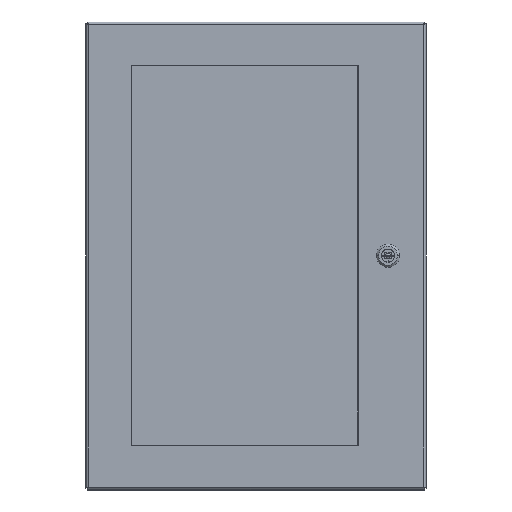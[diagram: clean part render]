
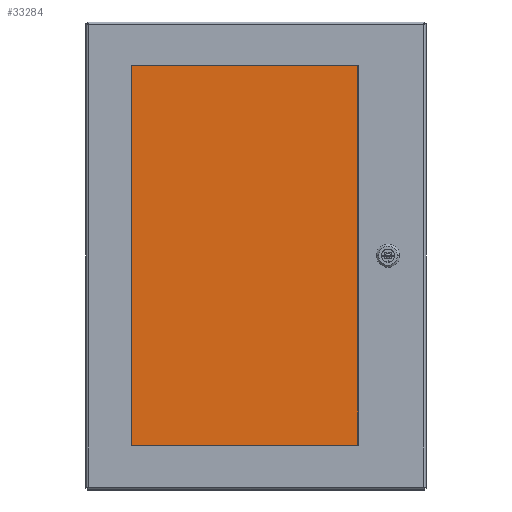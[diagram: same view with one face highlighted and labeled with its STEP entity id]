
A CAD part, front view. The second image highlights one B-rep face of the part: STEP entity #33284.
In plain terms, the highlighted planar face has unit normal (0, -1, 0).
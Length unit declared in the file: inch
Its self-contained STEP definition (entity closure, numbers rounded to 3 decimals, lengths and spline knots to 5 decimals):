
#2022 = VERTEX_POINT ( 'NONE', #13856 ) ;
#2231 = CARTESIAN_POINT ( 'NONE',  ( 4.8305, -1.796, -2.059 ) ) ;
#4186 = ORIENTED_EDGE ( 'NONE', *, *, #31069, .F. ) ;
#4202 = VECTOR ( 'NONE', #32103, 39.37008 ) ;
#4351 = DIRECTION ( 'NONE',  ( -1., 0., 0. ) ) ;
#5518 = DIRECTION ( 'NONE',  ( 0., -1., 0. ) ) ;
#5653 = VERTEX_POINT ( 'NONE', #2231 ) ;
#5937 = EDGE_CURVE ( 'NONE', #20602, #24488, #6711, .T. ) ;
#6711 = LINE ( 'NONE', #9589, #13733 ) ;
#7331 = CARTESIAN_POINT ( 'NONE',  ( 4.8305, -1.796, -2.059 ) ) ;
#8759 = FACE_OUTER_BOUND ( 'NONE', #19819, .T. ) ;
#9589 = CARTESIAN_POINT ( 'NONE',  ( -5.9195, -1.796, -20.059 ) ) ;
#10293 = LINE ( 'NONE', #32386, #20029 ) ;
#11270 = VECTOR ( 'NONE', #29452, 39.37008 ) ;
#13733 = VECTOR ( 'NONE', #4351, 39.37008 ) ;
#13856 = CARTESIAN_POINT ( 'NONE',  ( -5.9195, -1.796, -2.059 ) ) ;
#16668 = CARTESIAN_POINT ( 'NONE',  ( -5.9195, -1.796, -20.059 ) ) ;
#18253 = LINE ( 'NONE', #29235, #4202 ) ;
#18870 = CARTESIAN_POINT ( 'NONE',  ( 4.8305, -1.796, -20.059 ) ) ;
#19172 = AXIS2_PLACEMENT_3D ( 'NONE', #19893, #5518, #32867 ) ;
#19819 = EDGE_LOOP ( 'NONE', ( #31420, #23988, #4186, #26385 ) ) ;
#19893 = CARTESIAN_POINT ( 'NONE',  ( 5.2055, -1.796, -20.434 ) ) ;
#20029 = VECTOR ( 'NONE', #24127, 39.37008 ) ;
#20602 = VERTEX_POINT ( 'NONE', #18870 ) ;
#20840 = EDGE_CURVE ( 'NONE', #24488, #2022, #18253, .T. ) ;
#23988 = ORIENTED_EDGE ( 'NONE', *, *, #5937, .F. ) ;
#24127 = DIRECTION ( 'NONE',  ( 0., 0., -1. ) ) ;
#24305 = EDGE_CURVE ( 'NONE', #2022, #5653, #32148, .T. ) ;
#24488 = VERTEX_POINT ( 'NONE', #16668 ) ;
#26385 = ORIENTED_EDGE ( 'NONE', *, *, #24305, .F. ) ;
#29235 = CARTESIAN_POINT ( 'NONE',  ( -5.9195, -1.796, -2.059 ) ) ;
#29452 = DIRECTION ( 'NONE',  ( 1., 0., 0. ) ) ;
#30689 = PLANE ( 'NONE',  #19172 ) ;
#31069 = EDGE_CURVE ( 'NONE', #5653, #20602, #10293, .T. ) ;
#31420 = ORIENTED_EDGE ( 'NONE', *, *, #20840, .F. ) ;
#32103 = DIRECTION ( 'NONE',  ( 0., 0., 1. ) ) ;
#32148 = LINE ( 'NONE', #7331, #11270 ) ;
#32386 = CARTESIAN_POINT ( 'NONE',  ( 4.8305, -1.796, -20.059 ) ) ;
#32867 = DIRECTION ( 'NONE',  ( 0., 0., 1. ) ) ;
#33284 = ADVANCED_FACE ( 'NONE', ( #8759 ), #30689, .T. ) ;
